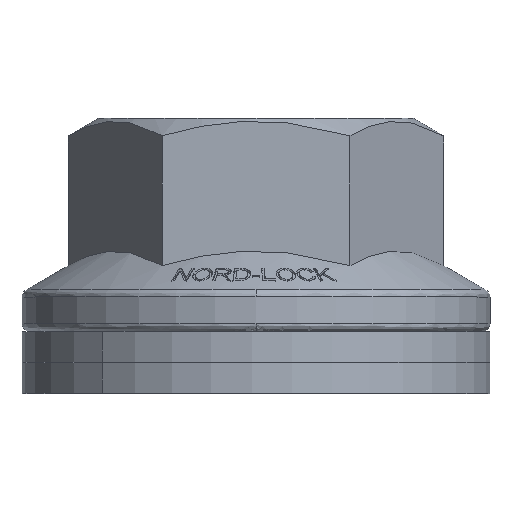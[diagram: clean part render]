
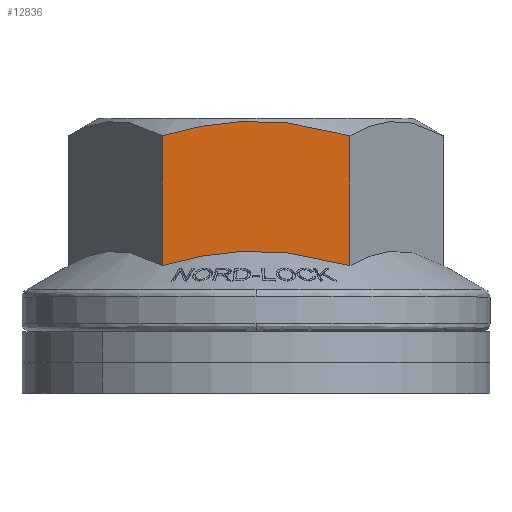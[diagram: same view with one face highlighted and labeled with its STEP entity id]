
A CAD part, top view. The second image highlights one B-rep face of the part: STEP entity #12836.
In plain terms, the highlighted planar face has unit normal (0, 0, 1).
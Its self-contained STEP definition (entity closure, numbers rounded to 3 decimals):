
#204 = CARTESIAN_POINT ( 'NONE',  ( 9.238, 17.864, 16. ) ) ;
#1430 = CARTESIAN_POINT ( 'NONE',  ( -9.238, 5.096, 16. ) ) ;
#1469 = VERTEX_POINT ( 'NONE', #15227 ) ;
#1857 = PLANE ( 'NONE',  #6255 ) ;
#2128 = CARTESIAN_POINT ( 'NONE',  ( -3.118, 6.362, 16. ) ) ;
#2384 = CARTESIAN_POINT ( 'NONE',  ( -0.768, 19.294, 16. ) ) ;
#2544 = B_SPLINE_CURVE_WITH_KNOTS ( 'NONE', 3,
 ( #21407, #28494, #11733, #28696, #14192, #31135, #16632, #2128, #19055, #4544, #21515, #6970 ),
 .UNSPECIFIED., .F., .F.,
 ( 4, 2, 2, 2, 2, 4 ),
 ( 0., 0.005, 0.009, 0.012, 0.014, 0.019 ),
 .UNSPECIFIED. ) ;
#2813 = VERTEX_POINT ( 'NONE', #12934 ) ;
#4256 = DIRECTION ( 'NONE',  ( 1., 0., 0. ) ) ;
#4544 = CARTESIAN_POINT ( 'NONE',  ( -6.205, 5.892, 16. ) ) ;
#4805 = CARTESIAN_POINT ( 'NONE',  ( -3.118, 19.13, 16. ) ) ;
#5250 = CARTESIAN_POINT ( 'NONE',  ( -9.238, -1.404, 16. ) ) ;
#5434 = ORIENTED_EDGE ( 'NONE', *, *, #29662, .F. ) ;
#6255 = AXIS2_PLACEMENT_3D ( 'NONE', #26027, #18778, #4256 ) ;
#6970 = CARTESIAN_POINT ( 'NONE',  ( -9.238, 5.096, 16. ) ) ;
#7012 = CARTESIAN_POINT ( 'NONE',  ( 7.729, 18.3, 16. ) ) ;
#7213 = CARTESIAN_POINT ( 'NONE',  ( -6.205, 18.66, 16. ) ) ;
#7695 = EDGE_LOOP ( 'NONE', ( #29185, #29818, #24736, #5434 ) ) ;
#8507 = CARTESIAN_POINT ( 'NONE',  ( 9.238, -1.404, 16. ) ) ;
#9542 = CARTESIAN_POINT ( 'NONE',  ( 9.238, 17.864, 16. ) ) ;
#9655 = CARTESIAN_POINT ( 'NONE',  ( -9.238, 17.864, 16. ) ) ;
#11140 = LINE ( 'NONE', #5250, #23323 ) ;
#11733 = CARTESIAN_POINT ( 'NONE',  ( 6.21, 5.89, 16. ) ) ;
#12660 = VERTEX_POINT ( 'NONE', #1430 ) ;
#12836 = ADVANCED_FACE ( 'NONE', ( #29280 ), #1857, .T. ) ;
#12934 = CARTESIAN_POINT ( 'NONE',  ( -9.238, 17.864, 16. ) ) ;
#13028 = EDGE_CURVE ( 'NONE', #26970, #2813, #30880, .T. ) ;
#13489 = LINE ( 'NONE', #8507, #26422 ) ;
#14192 = CARTESIAN_POINT ( 'NONE',  ( 1.588, 6.524, 16. ) ) ;
#14451 = CARTESIAN_POINT ( 'NONE',  ( 6.21, 18.659, 16. ) ) ;
#15227 = CARTESIAN_POINT ( 'NONE',  ( 9.238, 5.096, 16. ) ) ;
#16632 = CARTESIAN_POINT ( 'NONE',  ( -1.557, 6.492, 16. ) ) ;
#16878 = CARTESIAN_POINT ( 'NONE',  ( 1.588, 19.292, 16. ) ) ;
#18778 = DIRECTION ( 'NONE',  ( 0., 0., 1. ) ) ;
#19055 = CARTESIAN_POINT ( 'NONE',  ( -3.893, 6.265, 16. ) ) ;
#19313 = CARTESIAN_POINT ( 'NONE',  ( -1.557, 19.26, 16. ) ) ;
#21407 = CARTESIAN_POINT ( 'NONE',  ( 9.238, 5.096, 16. ) ) ;
#21515 = CARTESIAN_POINT ( 'NONE',  ( -7.727, 5.532, 16. ) ) ;
#21769 = CARTESIAN_POINT ( 'NONE',  ( -3.893, 19.033, 16. ) ) ;
#23323 = VECTOR ( 'NONE', #24669, 1000. ) ;
#23425 = EDGE_CURVE ( 'NONE', #1469, #12660, #2544, .T. ) ;
#24215 = CARTESIAN_POINT ( 'NONE',  ( -7.727, 18.3, 16. ) ) ;
#24669 = DIRECTION ( 'NONE',  ( 0., 1., 0. ) ) ;
#24736 = ORIENTED_EDGE ( 'NONE', *, *, #13028, .T. ) ;
#25506 = DIRECTION ( 'NONE',  ( 0., 1., 0. ) ) ;
#25611 = EDGE_CURVE ( 'NONE', #1469, #26970, #13489, .T. ) ;
#26027 = CARTESIAN_POINT ( 'NONE',  ( 9.238, -1.404, 16. ) ) ;
#26422 = VECTOR ( 'NONE', #25506, 1000. ) ;
#26970 = VERTEX_POINT ( 'NONE', #204 ) ;
#28494 = CARTESIAN_POINT ( 'NONE',  ( 7.729, 5.532, 16. ) ) ;
#28696 = CARTESIAN_POINT ( 'NONE',  ( 3.14, 6.388, 16. ) ) ;
#29185 = ORIENTED_EDGE ( 'NONE', *, *, #23425, .F. ) ;
#29280 = FACE_OUTER_BOUND ( 'NONE', #7695, .T. ) ;
#29662 = EDGE_CURVE ( 'NONE', #12660, #2813, #11140, .T. ) ;
#29818 = ORIENTED_EDGE ( 'NONE', *, *, #25611, .T. ) ;
#30880 = B_SPLINE_CURVE_WITH_KNOTS ( 'NONE', 3,
 ( #9542, #7012, #14451, #31395, #16878, #2384, #19313, #4805, #21769, #7213, #24215, #9655 ),
 .UNSPECIFIED., .F., .F.,
 ( 4, 2, 2, 2, 2, 4 ),
 ( 0., 0.005, 0.009, 0.012, 0.014, 0.019 ),
 .UNSPECIFIED. ) ;
#31135 = CARTESIAN_POINT ( 'NONE',  ( -0.768, 6.526, 16. ) ) ;
#31395 = CARTESIAN_POINT ( 'NONE',  ( 3.14, 19.156, 16. ) ) ;
